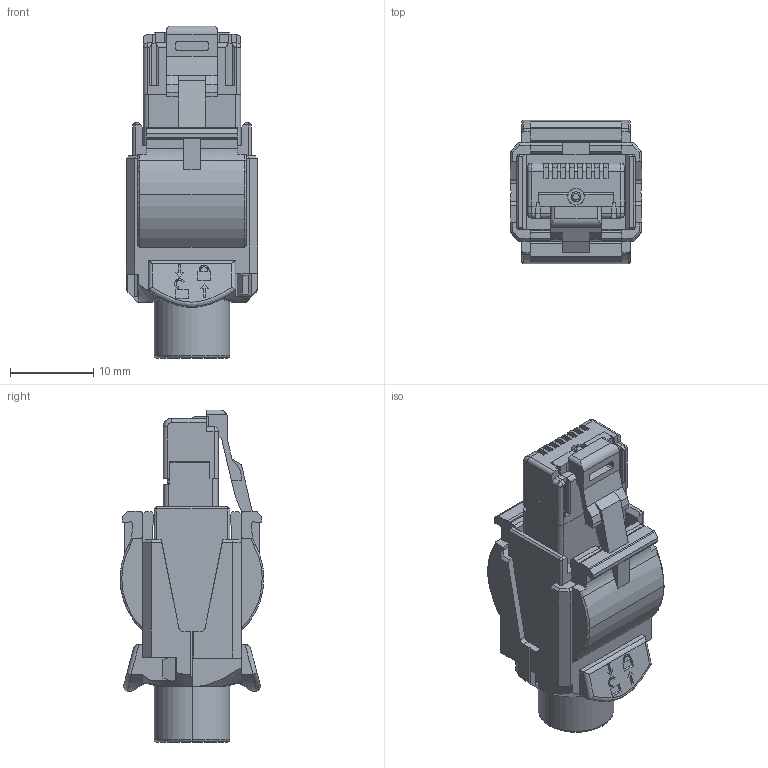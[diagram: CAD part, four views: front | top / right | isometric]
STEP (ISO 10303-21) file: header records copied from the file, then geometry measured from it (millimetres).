
FILE_DESCRIPTION (( 'STEP AP203' ), '1' );
FILE_NAME ('Customer-BB(090)A593.STEP', '2017-01-18T10:48:11', ( '' ), ( '' ), 'SwSTEP 2.0', 'SolidWorks 2015', '' );
FILE_SCHEMA (( 'CONFIG_CONTROL_DESIGN' ));
Length unit declared in the file: millimetre
Products named in the file (1): Customer-BB(090)A593
Bounding box: 15.8 x 17.27 x 39.89 mm (x, y, z)
Volume: 5631.4 mm3; surface area: 3071.1 mm2
Topology: 1 solids, 3 shells, 594 faces, 1660 edges, 1077 vertices
Faces by surface type: plane 425, cylinder 116, bspline 22, torus 18, cone 11, sphere 2
Entity records: 19821 total; most frequent: CARTESIAN_POINT 4779, ORIENTED_EDGE 3316, DIRECTION 2852, EDGE_CURVE 1658, LINE 1264, VECTOR 1264, VERTEX_POINT 1077, AXIS2_PLACEMENT_3D 794
